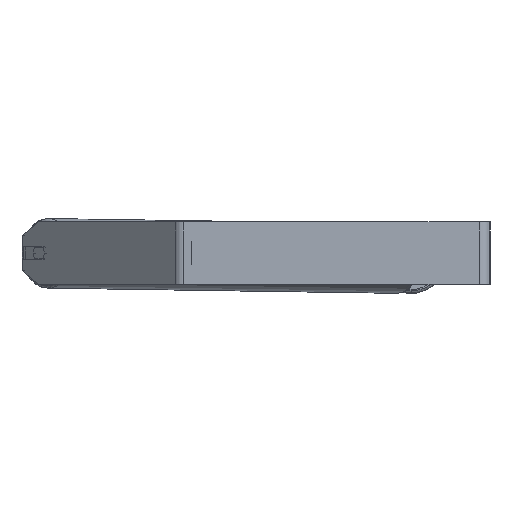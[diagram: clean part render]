
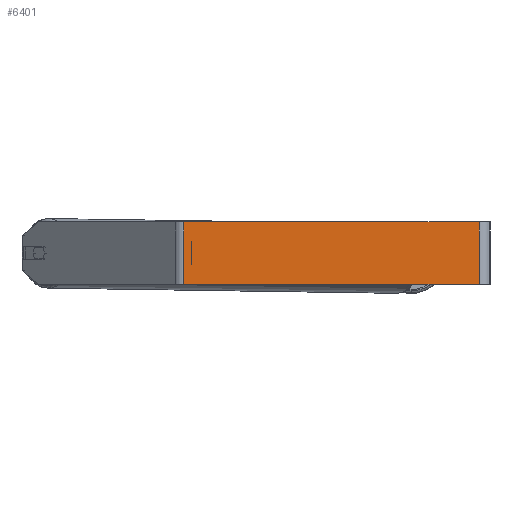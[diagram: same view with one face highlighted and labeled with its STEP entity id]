
A CAD part, left-side view. The second image highlights one B-rep face of the part: STEP entity #6401.
In plain terms, the highlighted planar face has unit normal (-1, 0, 0).
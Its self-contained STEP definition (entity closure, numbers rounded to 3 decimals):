
#406 = VECTOR ( 'NONE', #3446, 1000. ) ;
#632 = DIRECTION ( 'NONE',  ( 0., 0., -1. ) ) ;
#844 = LINE ( 'NONE', #6252, #406 ) ;
#996 = ORIENTED_EDGE ( 'NONE', *, *, #3508, .T. ) ;
#1028 = DIRECTION ( 'NONE',  ( 1., 0., 0. ) ) ;
#1034 = CARTESIAN_POINT ( 'NONE',  ( -1000., 391.896, -40. ) ) ;
#1244 = EDGE_LOOP ( 'NONE', ( #996, #3203, #3278, #4685 ) ) ;
#1432 = LINE ( 'NONE', #4944, #7073 ) ;
#1851 = EDGE_CURVE ( 'NONE', #7804, #3549, #4534, .T. ) ;
#1925 = VECTOR ( 'NONE', #632, 1000. ) ;
#1948 = CARTESIAN_POINT ( 'NONE',  ( -1000., 397.695, 40. ) ) ;
#2384 = CARTESIAN_POINT ( 'NONE',  ( -1000., 14., 40. ) ) ;
#3203 = ORIENTED_EDGE ( 'NONE', *, *, #5508, .F. ) ;
#3278 = ORIENTED_EDGE ( 'NONE', *, *, #1851, .F. ) ;
#3446 = DIRECTION ( 'NONE',  ( 0., -1., 0. ) ) ;
#3508 = EDGE_CURVE ( 'NONE', #5005, #8257, #844, .T. ) ;
#3549 = VERTEX_POINT ( 'NONE', #2384 ) ;
#4534 = LINE ( 'NONE', #1948, #4918 ) ;
#4685 = ORIENTED_EDGE ( 'NONE', *, *, #7546, .T. ) ;
#4918 = VECTOR ( 'NONE', #8731, 1000. ) ;
#4944 = CARTESIAN_POINT ( 'NONE',  ( -1000., 391.896, 40. ) ) ;
#5005 = VERTEX_POINT ( 'NONE', #1034 ) ;
#5114 = PLANE ( 'NONE',  #6342 ) ;
#5508 = EDGE_CURVE ( 'NONE', #3549, #8257, #7273, .T. ) ;
#5558 = DIRECTION ( 'NONE',  ( 0., 0., -1. ) ) ;
#6252 = CARTESIAN_POINT ( 'NONE',  ( -1000., 397.695, -40. ) ) ;
#6342 = AXIS2_PLACEMENT_3D ( 'NONE', #6536, #1028, #8474 ) ;
#6401 = ADVANCED_FACE ( 'NONE', ( #6404 ), #5114, .F. ) ;
#6404 = FACE_OUTER_BOUND ( 'NONE', #1244, .T. ) ;
#6536 = CARTESIAN_POINT ( 'NONE',  ( -1000., 397.695, 40. ) ) ;
#6672 = CARTESIAN_POINT ( 'NONE',  ( -1000., 391.896, 40. ) ) ;
#7073 = VECTOR ( 'NONE', #5558, 1000. ) ;
#7273 = LINE ( 'NONE', #8686, #1925 ) ;
#7546 = EDGE_CURVE ( 'NONE', #7804, #5005, #1432, .T. ) ;
#7804 = VERTEX_POINT ( 'NONE', #6672 ) ;
#8183 = CARTESIAN_POINT ( 'NONE',  ( -1000., 14., -40. ) ) ;
#8257 = VERTEX_POINT ( 'NONE', #8183 ) ;
#8474 = DIRECTION ( 'NONE',  ( 0., 0., -1. ) ) ;
#8686 = CARTESIAN_POINT ( 'NONE',  ( -1000., 14., 40. ) ) ;
#8731 = DIRECTION ( 'NONE',  ( 0., -1., 0. ) ) ;
